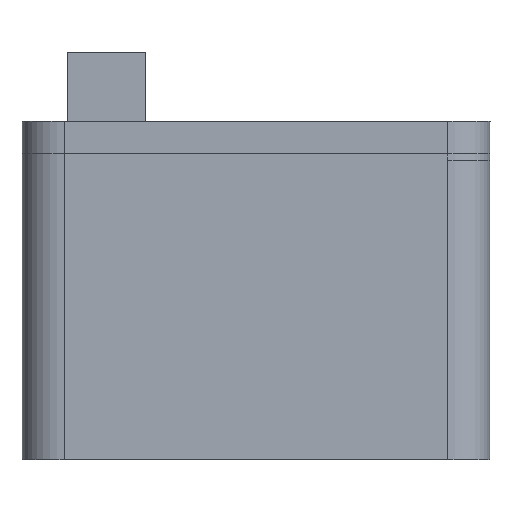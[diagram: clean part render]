
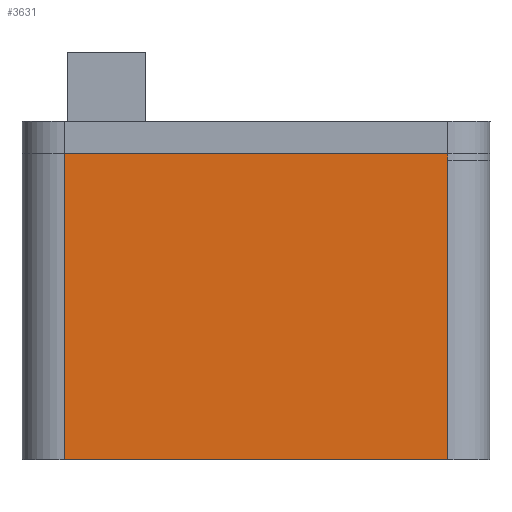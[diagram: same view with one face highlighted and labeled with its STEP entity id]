
A CAD part, top view. The second image highlights one B-rep face of the part: STEP entity #3631.
In plain terms, the highlighted planar face has unit normal (0, 0, 1).
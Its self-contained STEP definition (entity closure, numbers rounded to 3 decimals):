
#221=PLANE('',#3977);
#383=FACE_OUTER_BOUND('',#688,.T.);
#688=EDGE_LOOP('',(#3131,#3132,#3133,#3134,#3135));
#977=LINE('',#5859,#1299);
#980=LINE('',#5869,#1302);
#987=LINE('',#5893,#1309);
#991=LINE('',#5902,#1313);
#993=LINE('',#5905,#1315);
#1299=VECTOR('',#4809,10.);
#1302=VECTOR('',#4818,10.);
#1309=VECTOR('',#4839,10.);
#1313=VECTOR('',#4851,10.);
#1315=VECTOR('',#4855,10.);
#1827=VERTEX_POINT('',#5855);
#1828=VERTEX_POINT('',#5857);
#1832=VERTEX_POINT('',#5867);
#1841=VERTEX_POINT('',#5890);
#1842=VERTEX_POINT('',#5892);
#2276=EDGE_CURVE('',#1827,#1828,#977,.T.);
#2281=EDGE_CURVE('',#1832,#1828,#980,.T.);
#2293=EDGE_CURVE('',#1842,#1841,#987,.F.);
#2298=EDGE_CURVE('',#1827,#1841,#991,.T.);
#2300=EDGE_CURVE('',#1842,#1832,#993,.T.);
#3131=ORIENTED_EDGE('',*,*,#2298,.F.);
#3132=ORIENTED_EDGE('',*,*,#2276,.T.);
#3133=ORIENTED_EDGE('',*,*,#2281,.F.);
#3134=ORIENTED_EDGE('',*,*,#2300,.F.);
#3135=ORIENTED_EDGE('',*,*,#2293,.T.);
#3631=ADVANCED_FACE('',(#383),#221,.T.);
#3977=AXIS2_PLACEMENT_3D('',#5904,#4853,#4854);
#4809=DIRECTION('',(0.001,1.,0.));
#4818=DIRECTION('',(1.,-0.001,0.));
#4839=DIRECTION('',(-1.,0.,0.));
#4851=DIRECTION('',(0.,-1.,0.));
#4853=DIRECTION('center_axis',(0.,0.,1.));
#4854=DIRECTION('ref_axis',(1.,0.,0.));
#4855=DIRECTION('',(0.001,1.,0.));
#5855=CARTESIAN_POINT('',(100.905,58.32,14.171));
#5857=CARTESIAN_POINT('',(100.905,59.32,14.171));
#5859=CARTESIAN_POINT('',(100.905,58.32,14.171));
#5867=CARTESIAN_POINT('',(41.861,59.357,14.171));
#5869=CARTESIAN_POINT('',(41.861,59.357,14.171));
#5890=CARTESIAN_POINT('',(100.9,12.202,14.171));
#5892=CARTESIAN_POINT('',(41.831,12.208,14.171));
#5893=CARTESIAN_POINT('',(53.357,12.207,14.171));
#5902=CARTESIAN_POINT('',(100.902,29.167,14.171));
#5904=CARTESIAN_POINT('Origin',(71.382,39.135,14.171));
#5905=CARTESIAN_POINT('',(41.854,48.755,14.171));
